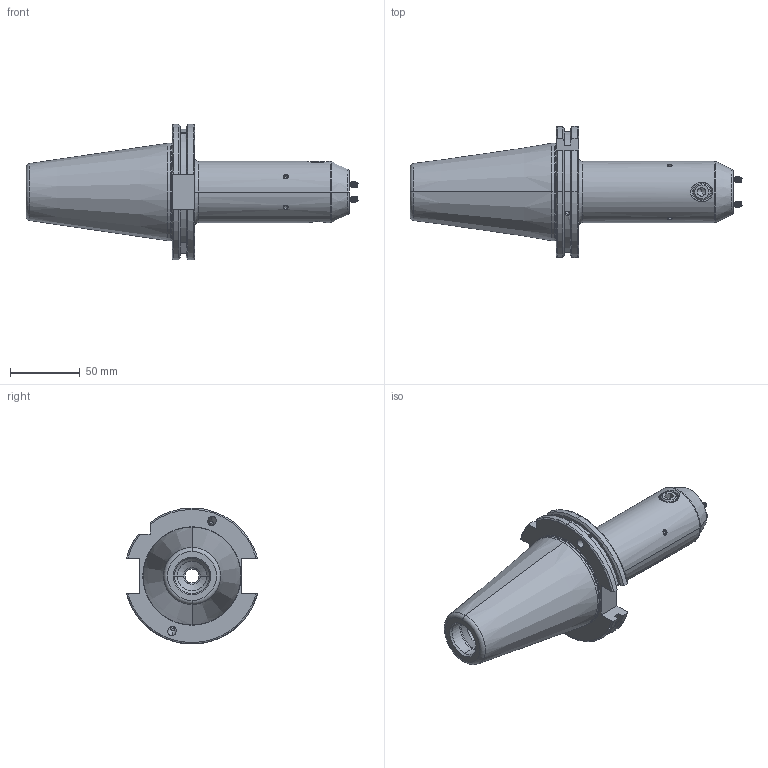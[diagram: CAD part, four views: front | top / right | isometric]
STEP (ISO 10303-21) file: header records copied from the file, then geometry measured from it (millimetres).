
FILE_DESCRIPTION (( 'STEP AP203' ), '1' );
FILE_NAME ('FWS509H-EKH14130.STEP', '2024-01-06T05:08:07', ( '' ), ( '' ), 'SwSTEP 2.0', 'SolidWorks 2023', '' );
FILE_SCHEMA (( 'CONFIG_CONTROL_DESIGN' ));
Length unit declared in the file: millimetre
Products named in the file (6): GS-M4X4-COATING_DIN 913 - M4 x 4-N; GS-M12X16-DIN1835-B; SK50EK14130FWW; FWS509H-EKH14130; GS-M4X4_DIN 913 - M4 x 4-N
Assembly tree (13 placements, depth 3):
  FWS509H-EKH14130
    SK50EK14130FWW
      SK50EK14130FWW
      GS-M12X16-DIN1835-B
      GS-M4X4-COATING_DIN 913 - M4 x 4-N  x6
      GS-M4X4_DIN 913 - M4 x 4-N  x4
Bounding box: 238.09 x 94.05 x 97.5 mm (x, y, z)
Volume: 479177.2 mm3; surface area: 70760.3 mm2
Topology: 13 solids, 13 shells, 664 faces, 1687 edges, 1058 vertices
Faces by surface type: cone 326, cylinder 183, plane 131, torus 22, sphere 2
Entity records: 10632 total; most frequent: CARTESIAN_POINT 2864, DIRECTION 1504, ORIENTED_EDGE 1446, EDGE_CURVE 723, AXIS2_PLACEMENT_3D 604, VERTEX_POINT 450, EDGE_LOOP 323, CIRCLE 299
